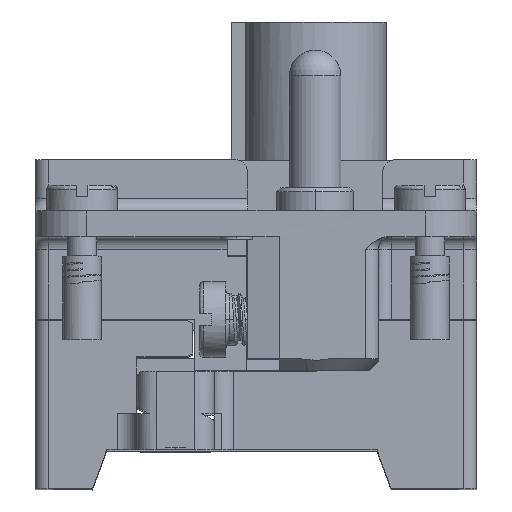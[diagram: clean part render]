
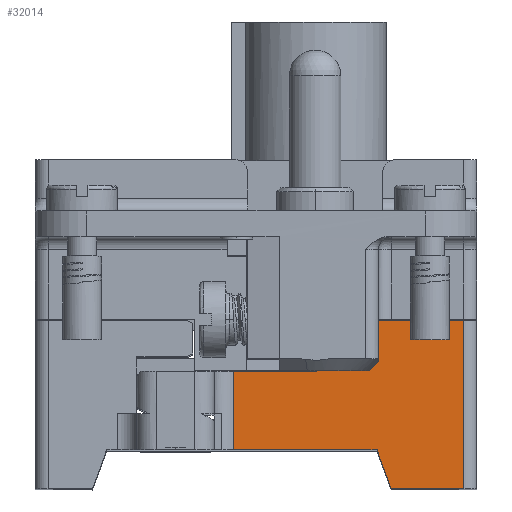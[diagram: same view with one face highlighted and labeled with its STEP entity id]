
A CAD part, top view. The second image highlights one B-rep face of the part: STEP entity #32014.
In plain terms, the highlighted planar face has unit normal (0, 0, 1).
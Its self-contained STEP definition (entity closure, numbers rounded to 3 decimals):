
#4157=DIRECTION('',(1.,0.,0.));
#4158=VECTOR('',#4157,11.15);
#4159=CARTESIAN_POINT('',(-32.617,2.95,3.35));
#4160=LINE('',#4159,#4158);
#5459=DIRECTION('',(1.,0.,0.));
#5460=VECTOR('',#5459,5.659);
#5461=CARTESIAN_POINT('',(-20.376,-0.05,
3.35));
#5462=LINE('',#5461,#5460);
#5537=DIRECTION('',(1.,0.,0.));
#5538=VECTOR('',#5537,10.95);
#5539=CARTESIAN_POINT('',(-25.667,13.,3.35));
#5540=LINE('',#5539,#5538);
#5541=DIRECTION('',(-0.342,0.94,0.));
#5542=VECTOR('',#5541,3.192);
#5543=CARTESIAN_POINT('',(-20.376,-0.05,
3.35));
#5544=LINE('',#5543,#5542);
#5545=DIRECTION('',(1.,0.,0.));
#5546=VECTOR('',#5545,6.45);
#5547=CARTESIAN_POINT('',(-32.617,9.05,3.35));
#5548=LINE('',#5547,#5546);
#5549=DIRECTION('',(0.,1.,0.));
#5550=VECTOR('',#5549,3.75);
#5551=CARTESIAN_POINT('',(-26.167,9.05,3.35));
#5552=LINE('',#5551,#5550);
#5553=DIRECTION('',(0.928,0.371,0.));
#5554=VECTOR('',#5553,0.539);
#5555=CARTESIAN_POINT('',(-26.167,12.8,3.35));
#5556=LINE('',#5555,#5554);
#5646=DIRECTION('',(0.,-1.,0.));
#5647=VECTOR('',#5646,6.1);
#5648=CARTESIAN_POINT('',(-32.617,9.05,3.35));
#5649=LINE('',#5648,#5647);
#7096=DIRECTION('',(0.,1.,0.));
#7097=VECTOR('',#7096,13.05);
#7098=CARTESIAN_POINT('',(-14.717,-0.05,
3.35));
#7099=LINE('',#7098,#7097);
#22699=CARTESIAN_POINT('',(-32.617,2.95,
3.35));
#22700=VERTEX_POINT('',#22699);
#22701=CARTESIAN_POINT('',(-21.467,2.95,
3.35));
#22702=VERTEX_POINT('',#22701);
#23042=CARTESIAN_POINT('',(-20.376,-0.05,
3.35));
#23043=VERTEX_POINT('',#23042);
#23044=CARTESIAN_POINT('',(-14.717,-0.05,
3.35));
#23045=VERTEX_POINT('',#23044);
#23060=CARTESIAN_POINT('',(-25.667,13.,
3.35));
#23061=CARTESIAN_POINT('',(-14.717,13.,
3.35));
#23062=VERTEX_POINT('',#23060);
#23063=VERTEX_POINT('',#23061);
#23064=CARTESIAN_POINT('',(-32.617,9.05,
3.35));
#23065=VERTEX_POINT('',#23064);
#23066=CARTESIAN_POINT('',(-26.167,9.05,
3.35));
#23067=VERTEX_POINT('',#23066);
#23068=CARTESIAN_POINT('',(-26.167,12.8,
3.35));
#23069=VERTEX_POINT('',#23068);
#31992=CARTESIAN_POINT('',(-23.667,6.475,
3.35));
#31993=DIRECTION('',(0.,0.,1.));
#31994=DIRECTION('',(-1.,0.,0.));
#31995=AXIS2_PLACEMENT_3D('',#31992,#31993,#31994);
#31996=PLANE('',#31995);
#31998=ORIENTED_EDGE('',*,*,#31997,.T.);
#32000=ORIENTED_EDGE('',*,*,#31999,.F.);
#32001=ORIENTED_EDGE('',*,*,#31828,.F.);
#32002=ORIENTED_EDGE('',*,*,#31985,.T.);
#32003=ORIENTED_EDGE('',*,*,#29717,.F.);
#32005=ORIENTED_EDGE('',*,*,#32004,.F.);
#32007=ORIENTED_EDGE('',*,*,#32006,.T.);
#32009=ORIENTED_EDGE('',*,*,#32008,.T.);
#32011=ORIENTED_EDGE('',*,*,#32010,.T.);
#32012=EDGE_LOOP('',(#31998,#32000,#32001,#32002,#32003,#32005,#32007,#32009,
#32011));
#32013=FACE_OUTER_BOUND('',#32012,.F.);
#29717=EDGE_CURVE('',#22700,#22702,#4160,.T.);
#31828=EDGE_CURVE('',#23043,#23045,#5462,.T.);
#31985=EDGE_CURVE('',#23043,#22702,#5544,.T.);
#31997=EDGE_CURVE('',#23062,#23063,#5540,.T.);
#31999=EDGE_CURVE('',#23045,#23063,#7099,.T.);
#32004=EDGE_CURVE('',#23065,#22700,#5649,.T.);
#32006=EDGE_CURVE('',#23065,#23067,#5548,.T.);
#32008=EDGE_CURVE('',#23067,#23069,#5552,.T.);
#32010=EDGE_CURVE('',#23069,#23062,#5556,.T.);
#32014=ADVANCED_FACE('',(#32013),#31996,.T.);
